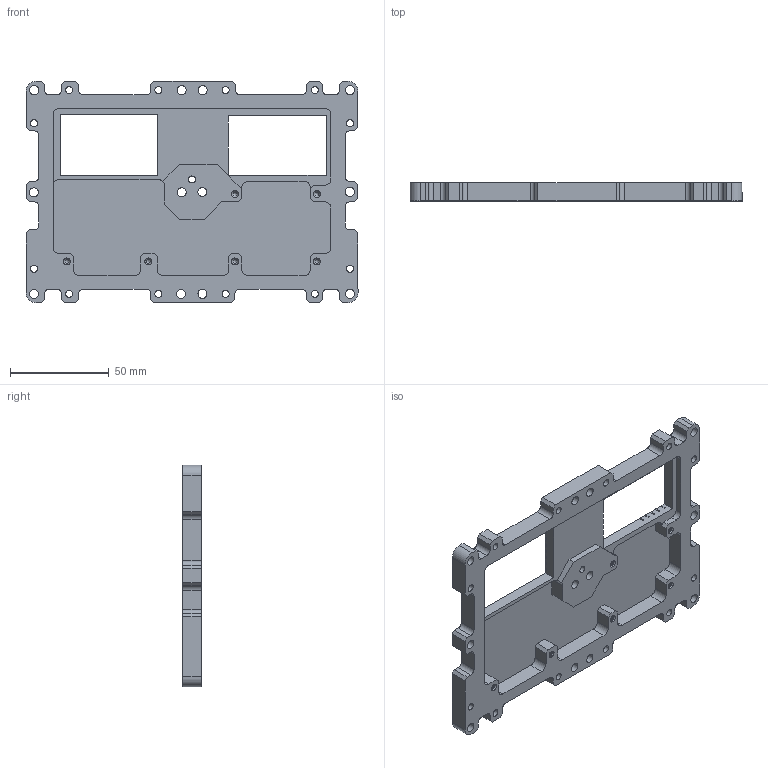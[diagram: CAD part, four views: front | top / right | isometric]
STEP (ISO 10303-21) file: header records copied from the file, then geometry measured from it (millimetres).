
FILE_DESCRIPTION(/* description */ (''),/* implementation_level */ '2;1');
FILE_NAME(/* name */ '2004919E-modified-PLATE, ADAPTER.step',/* time_stamp */ '2022-06-30T09:26:19-06:00',/* author */ (''),/* organization */ (''),/* preprocessor_version */ 'ST-DEVELOPER v19',/* originating_system */ 'Autodesk Translation Framework v11.7.0.108',/* authorisation */ '');
FILE_SCHEMA (('AUTOMOTIVE_DESIGN { 1 0 10303 214 3 1 1 }'));
Length unit declared in the file: inch
Products named in the file (2): (Unsaved); 2004919E
Assembly tree (1 placements, depth 2):
  (Unsaved)
    2004919E
Bounding box: 168.15 x 9.14 x 112.27 mm (x, y, z)
Volume: 73561.3 mm3; surface area: 43182.7 mm2
Topology: 1 solids, 1 shells, 486 faces, 1386 edges, 916 vertices
Faces by surface type: cylinder 260, plane 202, bspline 12, cone 12
Full cylindrical faces by diameter (mm): 2.271 x30, 2.845 x36, 3.556 x13, 4.572 x12, 6.35 x13
Entity records: 23115 total; most frequent: CARTESIAN_POINT 10609, ORIENTED_EDGE 2760, DIRECTION 2351, EDGE_CURVE 1380, VERTEX_POINT 916, LINE 787, VECTOR 787, AXIS2_PLACEMENT_3D 782
